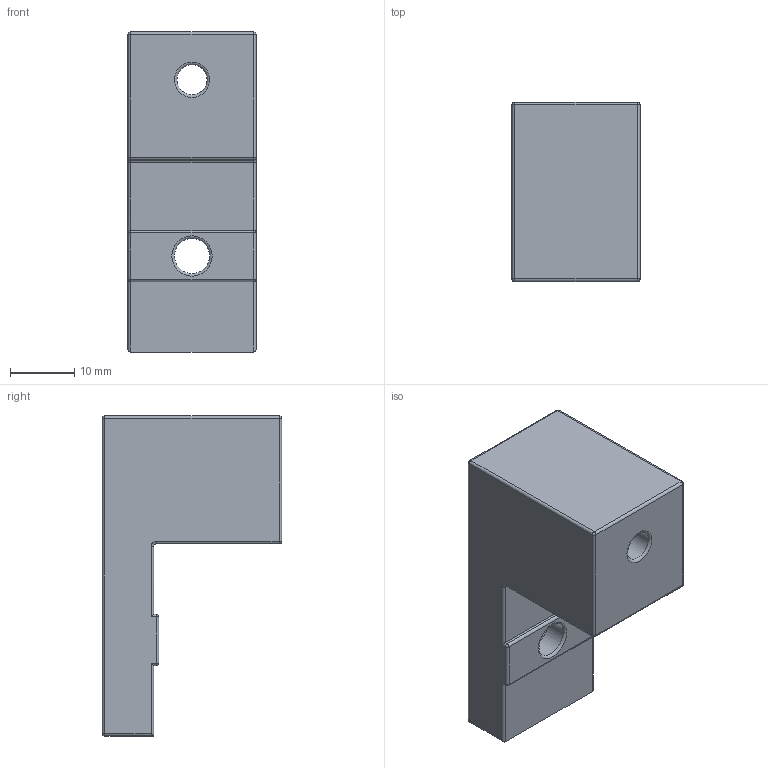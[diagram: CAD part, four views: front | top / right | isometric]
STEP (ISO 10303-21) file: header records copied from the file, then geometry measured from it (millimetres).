
FILE_DESCRIPTION(/* description */ (''),/* implementation_level */ '2;1');
FILE_NAME(/* name */ 'B-Raceway_Support_2-R.stp',/* time_stamp */ '2020-10-17T20:55:40-07:00',/* author */ (''),/* organization */ (''),/* preprocessor_version */ 'ST-DEVELOPER v18.1',/* originating_system */ 'Autodesk Translation Framework v9.3.0.1241',/* authorisation */ '');
FILE_SCHEMA (('AUTOMOTIVE_DESIGN { 1 0 10303 214 3 1 1 }'));
Length unit declared in the file: millimetre
Products named in the file (1): Raceway Support
Bounding box: 20 x 28 x 50 mm (x, y, z)
Volume: 14932.3 mm3; surface area: 5294.6 mm2
Topology: 1 solids, 1 shells, 63 faces, 130 edges, 70 vertices
Faces by surface type: cylinder 31, plane 13, sphere 12, torus 6, cone 1
Full cylindrical faces by diameter (mm): 4.7 x1, 5.5 x1, 6.5 x1, 10 x1
Entity records: 1680 total; most frequent: DIRECTION 326, CARTESIAN_POINT 264, ORIENTED_EDGE 260, AXIS2_PLACEMENT_3D 132, EDGE_CURVE 130, VERTEX_POINT 70, EDGE_LOOP 68, FACE_OUTER_BOUND 63
